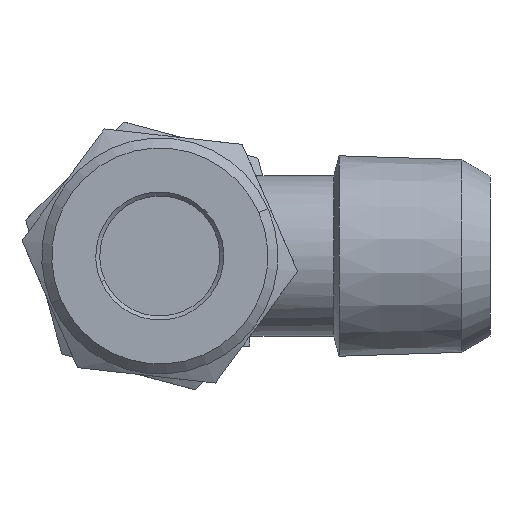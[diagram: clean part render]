
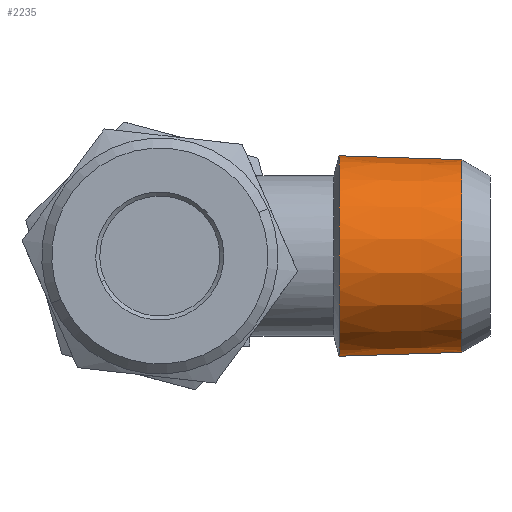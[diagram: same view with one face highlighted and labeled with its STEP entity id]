
A CAD part, left-side view. The second image highlights one B-rep face of the part: STEP entity #2235.
In plain terms, the highlighted conical face has half-angle 1.79 degrees and reference radius 4.815 mm.
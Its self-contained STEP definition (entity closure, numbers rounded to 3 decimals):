
#261 = EDGE_LOOP ( 'NONE', ( #2255, #2254, #2253, #2252 ) ) ;
#328 = CIRCLE ( 'NONE', #797, 5.006 ) ;
#406 = CIRCLE ( 'NONE', #802, 4.815 ) ;
#555 = EDGE_CURVE ( 'NONE', #2642, #2659, #1069, .T. ) ;
#557 = EDGE_CURVE ( 'NONE', #2655, #2658, #1072, .T. ) ;
#764 = AXIS2_PLACEMENT_3D ( 'NONE', #1941, #1942, #1940 ) ;
#797 = AXIS2_PLACEMENT_3D ( 'NONE', #1271, #1272, #1273 ) ;
#802 = AXIS2_PLACEMENT_3D ( 'NONE', #1362, #1363, #1364 ) ;
#1069 = LINE ( 'NONE', #1868, #1073 ) ;
#1072 = LINE ( 'NONE', #1873, #1076 ) ;
#1073 = VECTOR ( 'NONE', #1867, 1000. ) ;
#1076 = VECTOR ( 'NONE', #1872, 1000. ) ;
#1098 = FACE_OUTER_BOUND ( 'NONE', #261, .T. ) ;
#1112 = CONICAL_SURFACE ( 'NONE', #764, 4.815, 0.031 ) ;
#1271 = CARTESIAN_POINT ( 'NONE',  ( 0., 13.534, 0. ) ) ;
#1272 = DIRECTION ( 'NONE',  ( 0., 1., 0. ) ) ;
#1273 = DIRECTION ( 'NONE',  ( 0., 0., 1. ) ) ;
#1362 = CARTESIAN_POINT ( 'NONE',  ( 0., 7.412, 0. ) ) ;
#1363 = DIRECTION ( 'NONE',  ( 0., -1., 0. ) ) ;
#1364 = DIRECTION ( 'NONE',  ( 0., 0., -1. ) ) ;
#1631 = CARTESIAN_POINT ( 'NONE',  ( 0., 7.412, -4.815 ) ) ;
#1644 = CARTESIAN_POINT ( 'NONE',  ( 0., 7.412, 4.815 ) ) ;
#1647 = CARTESIAN_POINT ( 'NONE',  ( 0., 13.534, 5.006 ) ) ;
#1648 = CARTESIAN_POINT ( 'NONE',  ( 0., 13.534, -5.006 ) ) ;
#1867 = DIRECTION ( 'NONE',  ( 0., 1., -0.031 ) ) ;
#1868 = CARTESIAN_POINT ( 'NONE',  ( 0., 7.412, -4.815 ) ) ;
#1872 = DIRECTION ( 'NONE',  ( 0., 1., 0.031 ) ) ;
#1873 = CARTESIAN_POINT ( 'NONE',  ( 0., 7.412, 4.815 ) ) ;
#1940 = DIRECTION ( 'NONE',  ( 0., 0., 1. ) ) ;
#1941 = CARTESIAN_POINT ( 'NONE',  ( 0., 7.412, 0. ) ) ;
#1942 = DIRECTION ( 'NONE',  ( 0., 1., 0. ) ) ;
#2235 = ADVANCED_FACE ( 'NONE', ( #1098 ), #1112, .T. ) ;
#2252 = ORIENTED_EDGE ( 'NONE', *, *, #2298, .F. ) ;
#2253 = ORIENTED_EDGE ( 'NONE', *, *, #557, .T. ) ;
#2254 = ORIENTED_EDGE ( 'NONE', *, *, #2341, .F. ) ;
#2255 = ORIENTED_EDGE ( 'NONE', *, *, #555, .F. ) ;
#2298 = EDGE_CURVE ( 'NONE', #2659, #2658, #328, .T. ) ;
#2341 = EDGE_CURVE ( 'NONE', #2655, #2642, #406, .T. ) ;
#2642 = VERTEX_POINT ( 'NONE', #1631 ) ;
#2655 = VERTEX_POINT ( 'NONE', #1644 ) ;
#2658 = VERTEX_POINT ( 'NONE', #1647 ) ;
#2659 = VERTEX_POINT ( 'NONE', #1648 ) ;
